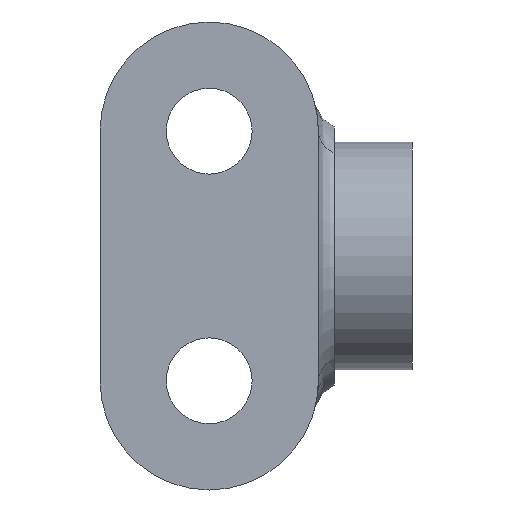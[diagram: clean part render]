
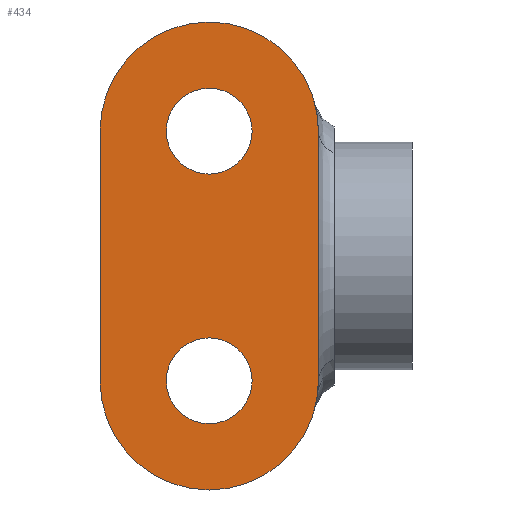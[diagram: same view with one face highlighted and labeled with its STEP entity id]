
A CAD part, left-side view. The second image highlights one B-rep face of the part: STEP entity #434.
In plain terms, the highlighted planar face has unit normal (-1, 0, 0).
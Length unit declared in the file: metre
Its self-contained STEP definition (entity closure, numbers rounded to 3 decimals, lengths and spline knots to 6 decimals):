
#41=CIRCLE('',#487,0.00275);
#42=CIRCLE('',#488,0.00275);
#43=CIRCLE('',#489,0.007);
#44=CIRCLE('',#490,0.007);
#45=CIRCLE('',#491,0.007);
#46=CIRCLE('',#492,0.007);
#85=ORIENTED_EDGE('',*,*,#207,.T.);
#86=ORIENTED_EDGE('',*,*,#208,.T.);
#87=ORIENTED_EDGE('',*,*,#206,.T.);
#88=ORIENTED_EDGE('',*,*,#209,.T.);
#89=ORIENTED_EDGE('',*,*,#210,.T.);
#90=ORIENTED_EDGE('',*,*,#211,.F.);
#91=ORIENTED_EDGE('',*,*,#212,.T.);
#92=ORIENTED_EDGE('',*,*,#213,.T.);
#206=EDGE_CURVE('',#265,#268,#298,.T.);
#207=EDGE_CURVE('',#269,#269,#41,.T.);
#208=EDGE_CURVE('',#270,#270,#42,.T.);
#209=EDGE_CURVE('',#268,#271,#43,.F.);
#210=EDGE_CURVE('',#271,#272,#44,.F.);
#211=EDGE_CURVE('',#273,#272,#299,.T.);
#212=EDGE_CURVE('',#273,#274,#45,.F.);
#213=EDGE_CURVE('',#274,#265,#46,.F.);
#265=VERTEX_POINT('',#713);
#268=VERTEX_POINT('',#718);
#269=VERTEX_POINT('',#722);
#270=VERTEX_POINT('',#724);
#271=VERTEX_POINT('',#726);
#272=VERTEX_POINT('',#728);
#273=VERTEX_POINT('',#730);
#274=VERTEX_POINT('',#732);
#298=LINE('',#719,#326);
#299=LINE('',#729,#327);
#326=VECTOR('',#571,1.);
#327=VECTOR('',#582,1.);
#353=EDGE_LOOP('',(#85));
#354=EDGE_LOOP('',(#86));
#355=EDGE_LOOP('',(#87,#88,#89,#90,#91,#92));
#389=FACE_BOUND('',#353,.T.);
#390=FACE_BOUND('',#354,.T.);
#391=FACE_BOUND('',#355,.T.);
#421=PLANE('',#486);
#434=ADVANCED_FACE('',(#389,#390,#391),#421,.F.);
#486=AXIS2_PLACEMENT_3D('',#720,#572,#573);
#487=AXIS2_PLACEMENT_3D('',#721,#574,#575);
#488=AXIS2_PLACEMENT_3D('',#723,#576,#577);
#489=AXIS2_PLACEMENT_3D('',#725,#578,#579);
#490=AXIS2_PLACEMENT_3D('',#727,#580,#581);
#491=AXIS2_PLACEMENT_3D('',#731,#583,#584);
#492=AXIS2_PLACEMENT_3D('',#733,#585,#586);
#571=DIRECTION('',(0.,0.,1.));
#572=DIRECTION('',(1.,0.,0.));
#573=DIRECTION('',(0.,0.,1.));
#574=DIRECTION('',(1.,0.,0.));
#575=DIRECTION('',(0.,1.,0.));
#576=DIRECTION('',(1.,0.,0.));
#577=DIRECTION('',(0.,1.,0.));
#578=DIRECTION('',(1.,0.,0.));
#579=DIRECTION('',(0.,0.,1.));
#580=DIRECTION('',(1.,0.,0.));
#581=DIRECTION('',(0.,0.,1.));
#582=DIRECTION('',(0.,0.,1.));
#583=DIRECTION('',(1.,0.,0.));
#584=DIRECTION('',(0.,0.,1.));
#585=DIRECTION('',(1.,0.,0.));
#586=DIRECTION('',(0.,0.,1.));
#713=CARTESIAN_POINT('',(-0.011,0.001,-0.008));
#718=CARTESIAN_POINT('',(-0.011,0.001,0.008));
#719=CARTESIAN_POINT('',(-0.011,0.001,0.015));
#720=CARTESIAN_POINT('',(-0.011,0.015,0.015));
#721=CARTESIAN_POINT('',(-0.011,0.008,0.008));
#722=CARTESIAN_POINT('',(-0.011,0.01075,0.008));
#723=CARTESIAN_POINT('',(-0.011,0.008,-0.008));
#724=CARTESIAN_POINT('',(-0.011,0.01075,-0.008));
#725=CARTESIAN_POINT('',(-0.011,0.008,0.008));
#726=CARTESIAN_POINT('',(-0.011,0.008,0.015));
#727=CARTESIAN_POINT('',(-0.011,0.008,0.008));
#728=CARTESIAN_POINT('',(-0.011,0.015,0.008));
#729=CARTESIAN_POINT('',(-0.011,0.015,0.015));
#730=CARTESIAN_POINT('',(-0.011,0.015,-0.008));
#731=CARTESIAN_POINT('',(-0.011,0.008,-0.008));
#732=CARTESIAN_POINT('',(-0.011,0.008,-0.015));
#733=CARTESIAN_POINT('',(-0.011,0.008,-0.008));
